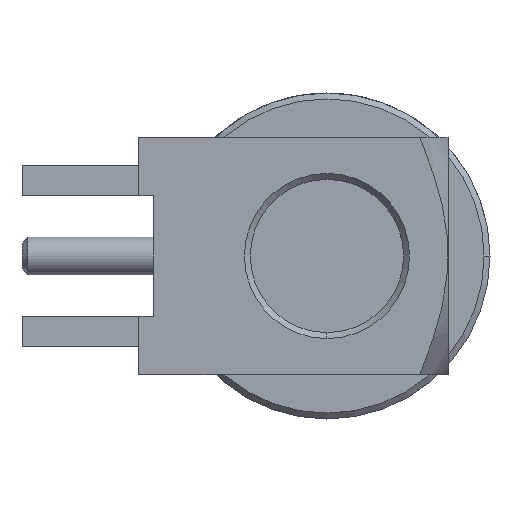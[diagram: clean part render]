
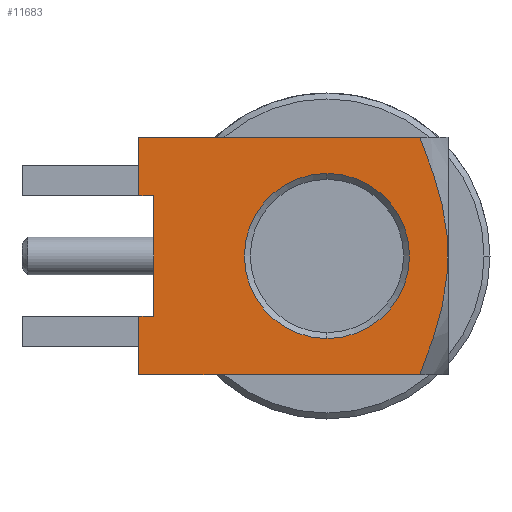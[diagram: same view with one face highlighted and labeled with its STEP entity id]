
A CAD part, left-side view. The second image highlights one B-rep face of the part: STEP entity #11683.
In plain terms, the highlighted planar face has unit normal (-1, 0, 0).
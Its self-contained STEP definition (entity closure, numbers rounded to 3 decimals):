
#3605=DIRECTION('',(0.,-1.,0.));
#3606=VECTOR('',#3605,9.479);
#3607=CARTESIAN_POINT('',(-6.2,6.35,-4.));
#3608=LINE('',#3607,#3606);
#3667=CARTESIAN_POINT('',(-6.2,-3.133,4.));
#3717=CARTESIAN_POINT('',(-6.2,-3.129,-4.));
#3718=CARTESIAN_POINT('',(-6.2,-3.207,-3.81));
#3719=CARTESIAN_POINT('',(-6.2,-3.349,-3.449));
#3720=CARTESIAN_POINT('',(-6.2,-3.522,-2.969));
#3721=CARTESIAN_POINT('',(-6.2,-3.666,-2.528));
#3722=CARTESIAN_POINT('',(-6.2,-3.787,-2.113));
#3723=CARTESIAN_POINT('',(-6.2,-3.886,-1.716));
#3724=CARTESIAN_POINT('',(-6.2,-3.965,-1.329));
#3725=CARTESIAN_POINT('',(-6.2,-4.026,-0.948));
#3726=CARTESIAN_POINT('',(-6.2,-4.067,-0.568));
#3727=CARTESIAN_POINT('',(-6.2,-4.088,-0.188));
#3728=CARTESIAN_POINT('',(-6.2,-4.088,0.191));
#3729=CARTESIAN_POINT('',(-6.2,-4.068,0.571));
#3730=CARTESIAN_POINT('',(-6.2,-4.027,0.951));
#3731=CARTESIAN_POINT('',(-6.2,-3.967,1.332));
#3732=CARTESIAN_POINT('',(-6.2,-3.887,1.719));
#3733=CARTESIAN_POINT('',(-6.2,-3.788,2.116));
#3734=CARTESIAN_POINT('',(-6.2,-3.669,2.53));
#3735=CARTESIAN_POINT('',(-6.2,-3.525,2.971));
#3736=CARTESIAN_POINT('',(-6.2,-3.352,3.45));
#3737=CARTESIAN_POINT('',(-6.2,-3.211,3.811));
#3738=CARTESIAN_POINT('',(-6.2,-3.133,4.));
#3740=DIRECTION('',(0.,0.,-1.));
#3741=VECTOR('',#3740,1.97);
#3742=CARTESIAN_POINT('',(-6.2,6.35,-2.03));
#3743=LINE('',#3742,#3741);
#3744=DIRECTION('',(0.,-1.,0.));
#3745=VECTOR('',#3744,0.5);
#3746=CARTESIAN_POINT('',(-6.2,6.35,-2.03));
#3747=LINE('',#3746,#3745);
#3748=DIRECTION('',(0.,0.,-1.));
#3749=VECTOR('',#3748,4.06);
#3750=CARTESIAN_POINT('',(-6.2,5.85,2.03));
#3751=LINE('',#3750,#3749);
#3752=DIRECTION('',(0.,-1.,0.));
#3753=VECTOR('',#3752,0.5);
#3754=CARTESIAN_POINT('',(-6.2,6.35,2.03));
#3755=LINE('',#3754,#3753);
#3756=DIRECTION('',(0.,0.,-1.));
#3757=VECTOR('',#3756,1.97);
#3758=CARTESIAN_POINT('',(-6.2,6.35,4.));
#3759=LINE('',#3758,#3757);
#3760=DIRECTION('',(0.,-1.,0.));
#3761=VECTOR('',#3760,9.483);
#3762=CARTESIAN_POINT('',(-6.2,6.35,4.));
#3763=LINE('',#3762,#3761);
#3764=CARTESIAN_POINT('',(-6.2,0.,0.));
#3765=DIRECTION('',(1.,0.,0.));
#3766=DIRECTION('',(0.,0.,-1.));
#3767=AXIS2_PLACEMENT_3D('',#3764,#3765,#3766);
#3769=CARTESIAN_POINT('',(-6.2,0.,0.));
#3770=DIRECTION('',(1.,0.,0.));
#3771=DIRECTION('',(0.,0.,1.));
#3772=AXIS2_PLACEMENT_3D('',#3769,#3770,#3771);
#6259=CARTESIAN_POINT('',(-6.2,5.85,2.03));
#6260=CARTESIAN_POINT('',(-6.2,5.85,-2.03));
#6261=VERTEX_POINT('',#6259);
#6262=VERTEX_POINT('',#6260);
#6316=CARTESIAN_POINT('',(-6.2,6.35,4.));
#6318=VERTEX_POINT('',#6316);
#6319=CARTESIAN_POINT('',(-6.2,6.35,2.03));
#6320=VERTEX_POINT('',#6319);
#6321=CARTESIAN_POINT('',(-6.2,6.35,-2.03));
#6322=CARTESIAN_POINT('',(-6.2,6.35,-4.));
#6323=VERTEX_POINT('',#6321);
#6324=VERTEX_POINT('',#6322);
#6359=VERTEX_POINT('',#3667);
#6363=VERTEX_POINT('',#3717);
#6367=CARTESIAN_POINT('',(-6.2,0.,-2.785));
#6368=CARTESIAN_POINT('',(-6.2,0.,2.785));
#6369=VERTEX_POINT('',#6367);
#6370=VERTEX_POINT('',#6368);
#11658=CARTESIAN_POINT('',(-6.2,10.29,4.));
#11659=DIRECTION('',(-1.,0.,0.));
#11660=DIRECTION('',(0.,0.,-1.));
#11661=AXIS2_PLACEMENT_3D('',#11658,#11659,#11660);
#11662=PLANE('',#11661);
#11663=ORIENTED_EDGE('',*,*,#11533,.F.);
#11664=ORIENTED_EDGE('',*,*,#11559,.F.);
#11666=ORIENTED_EDGE('',*,*,#11665,.F.);
#11668=ORIENTED_EDGE('',*,*,#11667,.T.);
#11669=ORIENTED_EDGE('',*,*,#11611,.F.);
#11671=ORIENTED_EDGE('',*,*,#11670,.F.);
#11673=ORIENTED_EDGE('',*,*,#11672,.F.);
#11674=ORIENTED_EDGE('',*,*,#11641,.T.);
#11675=EDGE_LOOP('',(#11663,#11664,#11666,#11668,#11669,#11671,#11673,#11674));
#11676=FACE_OUTER_BOUND('',#11675,.F.);
#11678=ORIENTED_EDGE('',*,*,#11677,.F.);
#11680=ORIENTED_EDGE('',*,*,#11679,.F.);
#11681=EDGE_LOOP('',(#11678,#11680));
#11682=FACE_BOUND('',#11681,.F.);
#11683=ADVANCED_FACE('',(#11676,#11682),#11662,.T.);
#3739=B_SPLINE_CURVE_WITH_KNOTS('',3,(#3717,#3718,#3719,#3720,#3721,#3722,#3723,
#3724,#3725,#3726,#3727,#3728,#3729,#3730,#3731,#3732,#3733,#3734,#3735,#3736,
#3737,#3738),.UNSPECIFIED.,.F.,.F.,(4,1,1,1,1,1,1,1,1,1,1,1,1,1,1,1,1,1,1,4),(
0.,0.053,0.105,0.158,0.211,
0.263,0.316,0.368,0.421,
0.474,0.526,0.579,0.632,
0.684,0.737,0.789,0.842,
0.895,0.947,1.),.UNSPECIFIED.);
#3768=CIRCLE('',#3767,2.785);
#3773=CIRCLE('',#3772,2.785);
#11533=EDGE_CURVE('',#6363,#6359,#3739,.T.);
#11559=EDGE_CURVE('',#6324,#6363,#3608,.T.);
#11611=EDGE_CURVE('',#6261,#6262,#3751,.T.);
#11641=EDGE_CURVE('',#6318,#6359,#3763,.T.);
#11665=EDGE_CURVE('',#6323,#6324,#3743,.T.);
#11667=EDGE_CURVE('',#6323,#6262,#3747,.T.);
#11670=EDGE_CURVE('',#6320,#6261,#3755,.T.);
#11672=EDGE_CURVE('',#6318,#6320,#3759,.T.);
#11677=EDGE_CURVE('',#6369,#6370,#3768,.T.);
#11679=EDGE_CURVE('',#6370,#6369,#3773,.T.);
